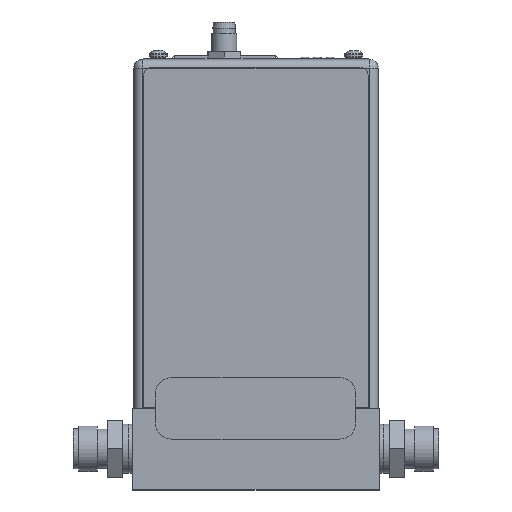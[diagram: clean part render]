
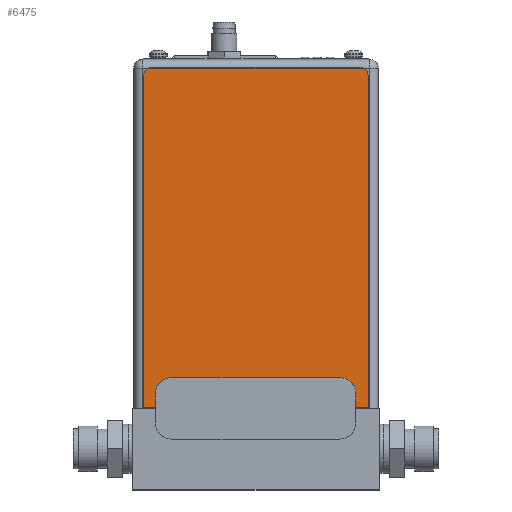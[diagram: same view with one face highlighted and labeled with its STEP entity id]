
A CAD part, top view. The second image highlights one B-rep face of the part: STEP entity #6475.
In plain terms, the highlighted planar face has unit normal (0, 0, 1).
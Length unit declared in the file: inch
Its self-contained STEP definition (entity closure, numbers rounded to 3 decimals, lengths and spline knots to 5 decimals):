
#6308=CARTESIAN_POINT('',(2.63,4.04,0.004));
#6309=DIRECTION('',(0.,0.,-1.));
#6310=DIRECTION('',(0.,1.,0.));
#6311=AXIS2_PLACEMENT_3D('',#6308,#6309,#6310);
#6313=DIRECTION('',(0.,-1.,0.));
#6314=VECTOR('',#6313,4.04);
#6315=CARTESIAN_POINT('',(2.73,4.04,0.004));
#6316=LINE('',#6315,#6314);
#6317=DIRECTION('',(-1.,0.,0.));
#6318=VECTOR('',#6317,2.73);
#6319=CARTESIAN_POINT('',(2.73,0.,0.004));
#6320=LINE('',#6319,#6318);
#6321=DIRECTION('',(0.,1.,0.));
#6322=VECTOR('',#6321,4.04);
#6323=CARTESIAN_POINT('',(0.,0.,0.004));
#6324=LINE('',#6323,#6322);
#6325=CARTESIAN_POINT('',(0.1,4.04,0.004));
#6326=DIRECTION('',(0.,0.,-1.));
#6327=DIRECTION('',(-1.,0.,0.));
#6328=AXIS2_PLACEMENT_3D('',#6325,#6326,#6327);
#6330=DIRECTION('',(1.,0.,0.));
#6331=VECTOR('',#6330,2.53);
#6332=CARTESIAN_POINT('',(0.1,4.14,0.004));
#6333=LINE('',#6332,#6331);
#6346=CARTESIAN_POINT('',(2.73,4.04,0.004));
#6347=VERTEX_POINT('',#6346);
#6348=CARTESIAN_POINT('',(2.63,4.14,0.004));
#6349=VERTEX_POINT('',#6348);
#6350=CARTESIAN_POINT('',(2.73,0.,0.004));
#6351=VERTEX_POINT('',#6350);
#6352=CARTESIAN_POINT('',(0.,0.,0.004));
#6353=VERTEX_POINT('',#6352);
#6354=CARTESIAN_POINT('',(0.,4.04,0.004));
#6355=VERTEX_POINT('',#6354);
#6356=CARTESIAN_POINT('',(0.1,4.14,0.004));
#6357=VERTEX_POINT('',#6356);
#6462=CARTESIAN_POINT('',(0.,0.,0.004));
#6463=DIRECTION('',(0.,0.,1.));
#6464=DIRECTION('',(1.,0.,0.));
#6465=AXIS2_PLACEMENT_3D('',#6462,#6463,#6464);
#6466=PLANE('',#6465);
#6467=ORIENTED_EDGE('',*,*,#6386,.T.);
#6468=ORIENTED_EDGE('',*,*,#6402,.T.);
#6469=ORIENTED_EDGE('',*,*,#6415,.T.);
#6470=ORIENTED_EDGE('',*,*,#6428,.T.);
#6471=ORIENTED_EDGE('',*,*,#6443,.T.);
#6472=ORIENTED_EDGE('',*,*,#6455,.T.);
#6473=EDGE_LOOP('',(#6467,#6468,#6469,#6470,#6471,#6472));
#6474=FACE_OUTER_BOUND('',#6473,.F.);
#6475=ADVANCED_FACE('',(#6474),#6466,.T.);
#6312=CIRCLE('',#6311,0.1);
#6329=CIRCLE('',#6328,0.1);
#6386=EDGE_CURVE('',#6349,#6347,#6312,.T.);
#6402=EDGE_CURVE('',#6347,#6351,#6316,.T.);
#6415=EDGE_CURVE('',#6351,#6353,#6320,.T.);
#6428=EDGE_CURVE('',#6353,#6355,#6324,.T.);
#6443=EDGE_CURVE('',#6355,#6357,#6329,.T.);
#6455=EDGE_CURVE('',#6357,#6349,#6333,.T.);
